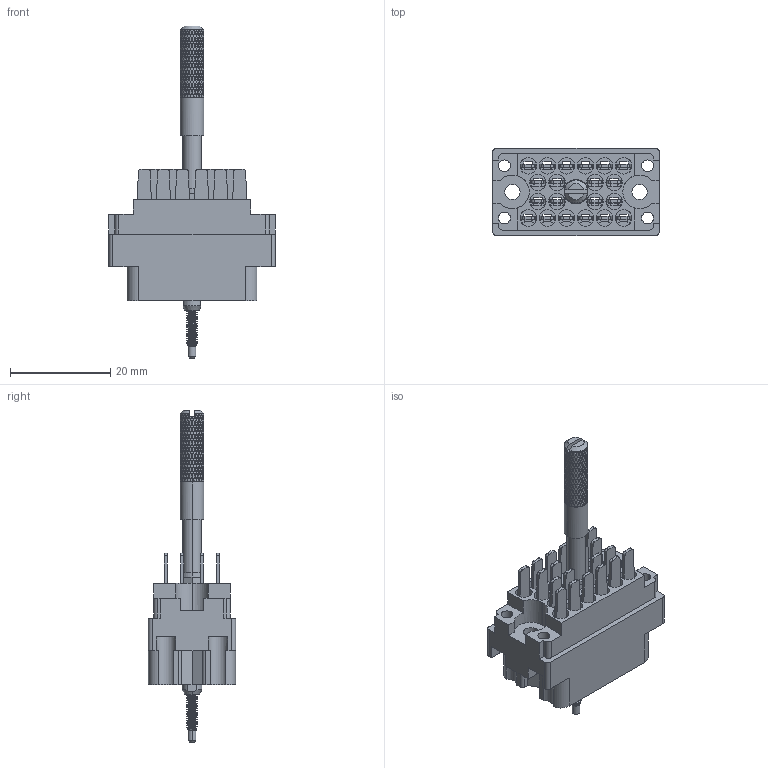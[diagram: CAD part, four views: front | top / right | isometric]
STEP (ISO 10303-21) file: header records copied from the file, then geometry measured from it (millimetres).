
FILE_DESCRIPTION (( 'STEP AP203' ), '1' );
FILE_NAME ('516-020-501-305.STEP', '2020-09-07T01:05:40', ( '' ), ( '' ), 'SwSTEP 2.0', 'SolidWorks 2020', '' );
FILE_SCHEMA (( 'CONFIG_CONTROL_DESIGN' ));
Length unit declared in the file: inch
Products named in the file (9): 516-250-020-111; 516-020-501-305; 516-251-025-100; 516-292-001_501 Contact; Actuating Screw Assy 020; 516 Plug Insulator_020; 516-253-025-100; 516-252-022-102; 516-250-021-102
Assembly tree (27 placements, depth 3):
  516-020-501-305
    516 Plug Insulator_020
    516-292-001_501 Contact  x20
    Actuating Screw Assy 020
      516-251-025-100
      516-250-021-102
      516-250-020-111
      516-253-025-100
      516-252-022-102
Bounding box: 33.32 x 17.42 x 66.29 mm (x, y, z)
Volume: 5965.9 mm3; surface area: 12001.8 mm2
Topology: 26 solids, 26 shells, 4729 faces, 11513 edges, 6850 vertices
Faces by surface type: bspline 2142, plane 1329, cylinder 1238, cone 20
Entity records: 182282 total; most frequent: CARTESIAN_POINT 129275, ORIENTED_EDGE 15122, EDGE_CURVE 7561, DIRECTION 5579, VERTEX_POINT 4228, EDGE_LOOP 3439, ADVANCED_FACE 3361, FACE_OUTER_BOUND 3361
